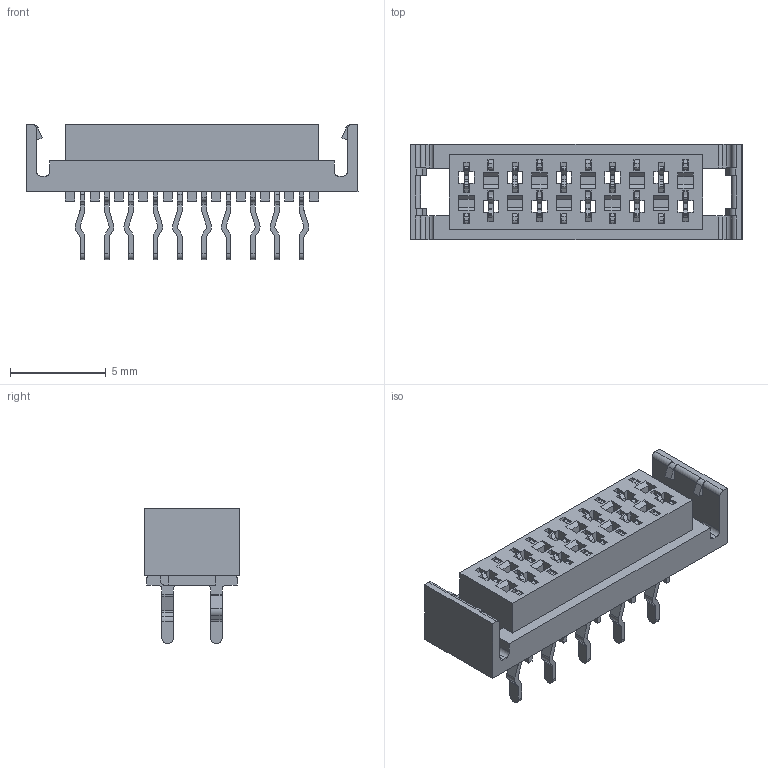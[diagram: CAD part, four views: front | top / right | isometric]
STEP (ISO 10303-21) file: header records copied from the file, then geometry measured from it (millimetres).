
FILE_DESCRIPTION( ('This file contains a STEP AP42 implementation' ,'as created by ZW3D STEP Interface translator.') ,'2;1' );
FILE_NAME( '3900-10FSSNEWT01.step' ,'22 411.175342', (''), ('ZWCAD Software Co.'), 'Version 1.0', 'ZW3D to STEP translator', '' );
FILE_SCHEMA(('CONFIG_CONTROL_DESIGN'));
Length unit declared in the file: millimetre
Products named in the file (2): 0; 3900-10FSXXEWT01
Bounding box: 17.32 x 5 x 7.05 mm (x, y, z)
Volume: 218.8 mm3; surface area: 913 mm2
Topology: 1 solids, 1 shells, 1345 faces, 4124 edges, 2728 vertices
Faces by surface type: plane 847, cylinder 458, bspline 40
Entity records: 46172 total; most frequent: CARTESIAN_POINT 8438, ORIENTED_EDGE 8248, DIRECTION 7612, EDGE_CURVE 4124, VECTOR 3168, LINE 3168, VERTEX_POINT 2728, AXIS2_PLACEMENT_3D 2222
